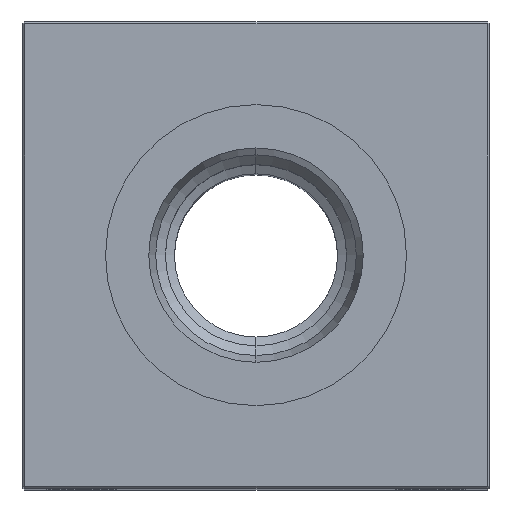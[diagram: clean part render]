
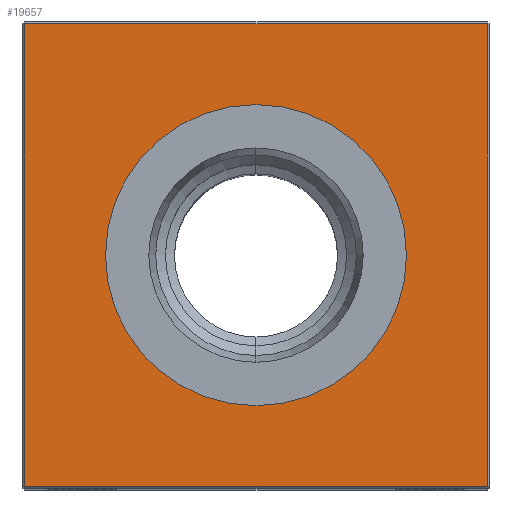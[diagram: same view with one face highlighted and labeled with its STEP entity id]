
A CAD part, top view. The second image highlights one B-rep face of the part: STEP entity #19657.
In plain terms, the highlighted planar face has unit normal (0, 0, 1).
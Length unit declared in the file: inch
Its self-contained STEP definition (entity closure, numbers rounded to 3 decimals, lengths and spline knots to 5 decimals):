
#59 = CIRCLE ( 'NONE', #7229, 0.80709 ) ;
#210 = VERTEX_POINT ( 'NONE', #21842 ) ;
#658 = CARTESIAN_POINT ( 'NONE',  ( 0., 0., 5.5 ) ) ;
#888 = AXIS2_PLACEMENT_3D ( 'NONE', #13133, #1751, #15364 ) ;
#1337 = ORIENTED_EDGE ( 'NONE', *, *, #6081, .T. ) ;
#1751 = DIRECTION ( 'NONE',  ( 0., 0., -1. ) ) ;
#2168 = EDGE_LOOP ( 'NONE', ( #5677, #15203, #1337, #13324 ) ) ;
#3413 = LINE ( 'NONE', #3544, #11047 ) ;
#3531 = VERTEX_POINT ( 'NONE', #22529 ) ;
#3544 = CARTESIAN_POINT ( 'NONE',  ( -1.24, 0., 5.5 ) ) ;
#3568 = CARTESIAN_POINT ( 'NONE',  ( 0., -0.80709, 5.5 ) ) ;
#4243 = DIRECTION ( 'NONE',  ( -1., 0., 0. ) ) ;
#4503 = DIRECTION ( 'NONE',  ( 1., 0., 0. ) ) ;
#5677 = ORIENTED_EDGE ( 'NONE', *, *, #13670, .T. ) ;
#6081 = EDGE_CURVE ( 'NONE', #8516, #210, #19917, .T. ) ;
#7229 = AXIS2_PLACEMENT_3D ( 'NONE', #658, #15764, #19397 ) ;
#8121 = EDGE_CURVE ( 'NONE', #210, #3531, #21196, .T. ) ;
#8516 = VERTEX_POINT ( 'NONE', #13754 ) ;
#8586 = EDGE_CURVE ( 'NONE', #24735, #8516, #21622, .T. ) ;
#11047 = VECTOR ( 'NONE', #15271, 39.37008 ) ;
#11610 = CARTESIAN_POINT ( 'NONE',  ( 0., 0., 5.5 ) ) ;
#11689 = CARTESIAN_POINT ( 'NONE',  ( 0., 1.24, 5.5 ) ) ;
#12290 = DIRECTION ( 'NONE',  ( 0., 1., 0. ) ) ;
#12678 = VERTEX_POINT ( 'NONE', #3568 ) ;
#12822 = AXIS2_PLACEMENT_3D ( 'NONE', #11610, #13496, #4243 ) ;
#13133 = CARTESIAN_POINT ( 'NONE',  ( 0., 0., 5.5 ) ) ;
#13324 = ORIENTED_EDGE ( 'NONE', *, *, #8121, .T. ) ;
#13496 = DIRECTION ( 'NONE',  ( 0., 0., -1. ) ) ;
#13670 = EDGE_CURVE ( 'NONE', #3531, #24735, #3413, .T. ) ;
#13693 = CARTESIAN_POINT ( 'NONE',  ( 0., 0.80709, 5.5 ) ) ;
#13754 = CARTESIAN_POINT ( 'NONE',  ( 1.24, -1.24, 5.5 ) ) ;
#14409 = CARTESIAN_POINT ( 'NONE',  ( 1.24, 0., 5.5 ) ) ;
#14486 = CARTESIAN_POINT ( 'NONE',  ( 0., -1.24, 5.5 ) ) ;
#14774 = VECTOR ( 'NONE', #4503, 39.37008 ) ;
#14825 = CIRCLE ( 'NONE', #12822, 0.80709 ) ;
#14999 = PLANE ( 'NONE',  #888 ) ;
#15203 = ORIENTED_EDGE ( 'NONE', *, *, #8586, .T. ) ;
#15271 = DIRECTION ( 'NONE',  ( 0., -1., 0. ) ) ;
#15364 = DIRECTION ( 'NONE',  ( -1., 0., 0. ) ) ;
#15612 = EDGE_LOOP ( 'NONE', ( #17004, #17024 ) ) ;
#15764 = DIRECTION ( 'NONE',  ( 0., 0., -1. ) ) ;
#17004 = ORIENTED_EDGE ( 'NONE', *, *, #21718, .T. ) ;
#17024 = ORIENTED_EDGE ( 'NONE', *, *, #18140, .T. ) ;
#17566 = VECTOR ( 'NONE', #19309, 39.37008 ) ;
#18025 = VERTEX_POINT ( 'NONE', #13693 ) ;
#18140 = EDGE_CURVE ( 'NONE', #12678, #18025, #59, .T. ) ;
#19309 = DIRECTION ( 'NONE',  ( -1., 0., 0. ) ) ;
#19397 = DIRECTION ( 'NONE',  ( -1., 0., 0. ) ) ;
#19647 = VECTOR ( 'NONE', #12290, 39.37008 ) ;
#19657 = ADVANCED_FACE ( 'NONE', ( #22769, #22520 ), #14999, .F. ) ;
#19917 = LINE ( 'NONE', #14409, #19647 ) ;
#21196 = LINE ( 'NONE', #11689, #17566 ) ;
#21622 = LINE ( 'NONE', #14486, #14774 ) ;
#21718 = EDGE_CURVE ( 'NONE', #18025, #12678, #14825, .T. ) ;
#21842 = CARTESIAN_POINT ( 'NONE',  ( 1.24, 1.24, 5.5 ) ) ;
#22520 = FACE_BOUND ( 'NONE', #15612, .T. ) ;
#22529 = CARTESIAN_POINT ( 'NONE',  ( -1.24, 1.24, 5.5 ) ) ;
#22769 = FACE_OUTER_BOUND ( 'NONE', #2168, .T. ) ;
#24692 = CARTESIAN_POINT ( 'NONE',  ( -1.24, -1.24, 5.5 ) ) ;
#24735 = VERTEX_POINT ( 'NONE', #24692 ) ;
